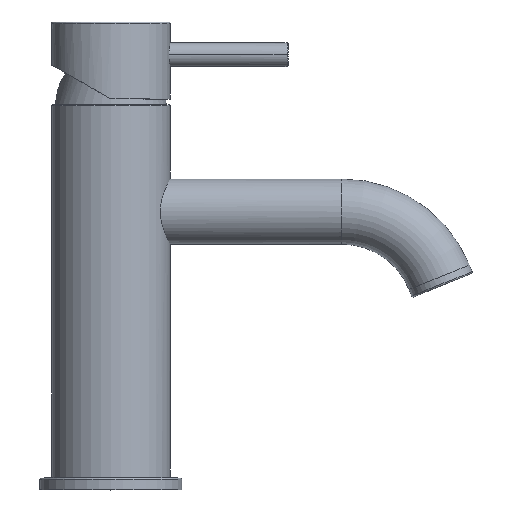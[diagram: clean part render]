
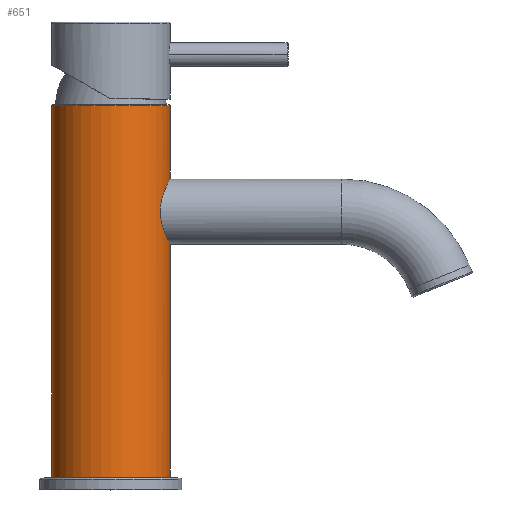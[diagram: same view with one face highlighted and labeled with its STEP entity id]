
A CAD part, top view. The second image highlights one B-rep face of the part: STEP entity #651.
In plain terms, the highlighted cylindrical face has radius 20 mm (diameter 40 mm), a partial arc.
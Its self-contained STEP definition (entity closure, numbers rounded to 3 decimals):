
#64=DIRECTION('',(0.,1.,0.));
#65=VECTOR('',#64,79.);
#66=CARTESIAN_POINT('',(20.,4.,0.));
#67=LINE('',#66,#65);
#68=CARTESIAN_POINT('',(20.,83.,0.));
#86=CARTESIAN_POINT('',(20.,105.,0.));
#88=DIRECTION('',(0.,1.,0.));
#89=VECTOR('',#88,24.7);
#90=CARTESIAN_POINT('',(20.,105.,0.));
#91=LINE('',#90,#89);
#92=CARTESIAN_POINT('',(0.,129.7,0.));
#93=DIRECTION('',(0.,1.,0.));
#94=DIRECTION('',(-1.,0.,0.));
#95=AXIS2_PLACEMENT_3D('',#92,#93,#94);
#97=CARTESIAN_POINT('',(20.,105.,0.));
#98=CARTESIAN_POINT('',(20.,105.,0.743));
#99=CARTESIAN_POINT('',(19.918,104.852,2.196));
#100=CARTESIAN_POINT('',(19.572,104.209,4.281));
#101=CARTESIAN_POINT('',(19.058,103.195,6.16));
#102=CARTESIAN_POINT('',(18.44,101.851,7.802));
#103=CARTESIAN_POINT('',(17.792,100.203,9.168));
#104=CARTESIAN_POINT('',(17.215,98.314,10.195));
#105=CARTESIAN_POINT('',(16.806,96.228,10.846));
#106=CARTESIAN_POINT('',(16.655,94.044,11.072));
#107=CARTESIAN_POINT('',(16.794,91.864,10.864));
#108=CARTESIAN_POINT('',(17.192,89.779,10.234));
#109=CARTESIAN_POINT('',(17.766,87.87,9.218));
#110=CARTESIAN_POINT('',(18.417,86.201,7.855));
#111=CARTESIAN_POINT('',(19.043,84.835,6.206));
#112=CARTESIAN_POINT('',(19.565,83.804,4.316));
#113=CARTESIAN_POINT('',(19.917,83.15,2.213));
#114=CARTESIAN_POINT('',(20.,83.,0.749));
#115=CARTESIAN_POINT('',(20.,83.,0.));
#117=DIRECTION('',(0.,1.,0.));
#118=VECTOR('',#117,125.7);
#119=CARTESIAN_POINT('',(-20.,4.,0.));
#120=LINE('',#119,#118);
#202=CARTESIAN_POINT('',(0.,4.,0.));
#203=DIRECTION('',(0.,1.,0.));
#204=DIRECTION('',(-1.,0.,0.));
#205=AXIS2_PLACEMENT_3D('',#202,#203,#204);
#437=CARTESIAN_POINT('',(20.,4.,0.));
#438=CARTESIAN_POINT('',(-20.,4.,0.));
#439=VERTEX_POINT('',#437);
#440=VERTEX_POINT('',#438);
#449=VERTEX_POINT('',#68);
#450=VERTEX_POINT('',#86);
#493=CARTESIAN_POINT('',(-20.,129.7,0.));
#494=CARTESIAN_POINT('',(20.,129.7,0.));
#495=VERTEX_POINT('',#493);
#496=VERTEX_POINT('',#494);
#636=CARTESIAN_POINT('',(0.,4.,0.));
#637=DIRECTION('',(0.,1.,0.));
#638=DIRECTION('',(1.,0.,0.));
#639=AXIS2_PLACEMENT_3D('',#636,#637,#638);
#640=CYLINDRICAL_SURFACE('',#639,20.);
#641=ORIENTED_EDGE('',*,*,#597,.T.);
#642=ORIENTED_EDGE('',*,*,#631,.F.);
#644=ORIENTED_EDGE('',*,*,#643,.T.);
#645=ORIENTED_EDGE('',*,*,#627,.F.);
#647=ORIENTED_EDGE('',*,*,#646,.F.);
#648=ORIENTED_EDGE('',*,*,#623,.T.);
#649=EDGE_LOOP('',(#641,#642,#644,#645,#647,#648));
#650=FACE_OUTER_BOUND('',#649,.F.);
#651=ADVANCED_FACE('',(#650),#640,.T.);
#96=CIRCLE('',#95,20.);
#116=B_SPLINE_CURVE_WITH_KNOTS('',3,(#97,#98,#99,#100,#101,#102,#103,#104,#105,
#106,#107,#108,#109,#110,#111,#112,#113,#114,#115),.UNSPECIFIED.,.F.,.F.,(4,1,1,
1,1,1,1,1,1,1,1,1,1,1,1,1,4),(0.,0.063,0.125,0.188,0.25,0.313,
0.375,0.438,0.5,0.563,0.625,0.688,0.75,0.813,0.875,
0.938,1.),.UNSPECIFIED.);
#206=CIRCLE('',#205,20.);
#597=EDGE_CURVE('',#495,#496,#96,.T.);
#623=EDGE_CURVE('',#440,#495,#120,.T.);
#627=EDGE_CURVE('',#439,#449,#67,.T.);
#631=EDGE_CURVE('',#450,#496,#91,.T.);
#643=EDGE_CURVE('',#450,#449,#116,.T.);
#646=EDGE_CURVE('',#440,#439,#206,.T.);
